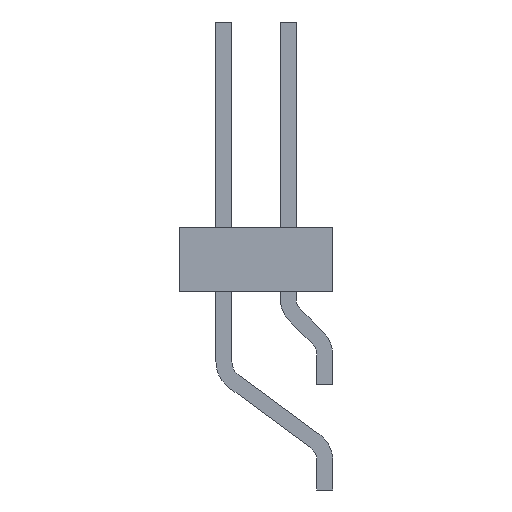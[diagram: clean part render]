
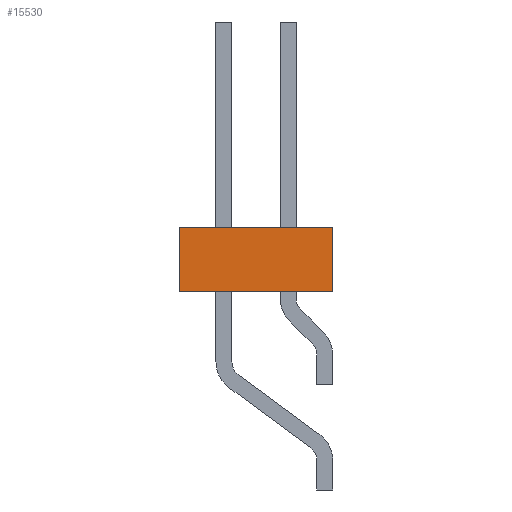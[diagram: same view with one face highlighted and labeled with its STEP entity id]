
A CAD part, left-side view. The second image highlights one B-rep face of the part: STEP entity #15530.
In plain terms, the highlighted planar face has unit normal (-1, 0, 0).
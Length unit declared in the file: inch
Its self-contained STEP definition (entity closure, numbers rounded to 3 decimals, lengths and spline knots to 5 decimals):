
#1548=ORIENTED_EDGE('',*,*,#5747,.T.);
#1549=ORIENTED_EDGE('',*,*,#5448,.F.);
#1550=ORIENTED_EDGE('',*,*,#5667,.F.);
#1551=ORIENTED_EDGE('',*,*,#5113,.T.);
#5113=EDGE_CURVE('',#7362,#7361,#8895,.T.);
#5448=EDGE_CURVE('',#7633,#7634,#9223,.T.);
#5667=EDGE_CURVE('',#7362,#7633,#9441,.T.);
#5747=EDGE_CURVE('',#7361,#7634,#9521,.T.);
#7361=VERTEX_POINT('',#21759);
#7362=VERTEX_POINT('',#21761);
#7633=VERTEX_POINT('',#22423);
#7634=VERTEX_POINT('',#22425);
#8895=LINE('',#21760,#10995);
#9223=LINE('',#22424,#11323);
#9441=LINE('',#22825,#11541);
#9521=LINE('',#22977,#11621);
#10995=VECTOR('',#17523,39.37008);
#11323=VECTOR('',#17979,39.37008);
#11541=VECTOR('',#18295,39.37008);
#11621=VECTOR('',#18391,39.37008);
#13058=EDGE_LOOP('',(#1548,#1549,#1550,#1551));
#13954=FACE_BOUND('',#13058,.T.);
#14818=PLANE('',#16387);
#15530=ADVANCED_FACE('',(#13954),#14818,.F.);
#16387=AXIS2_PLACEMENT_3D('',#23111,#18476,#18477);
#17523=DIRECTION('',(0.,0.,-1.));
#17979=DIRECTION('',(0.,0.,-1.));
#18295=DIRECTION('',(0.,-1.,0.));
#18391=DIRECTION('',(0.,-1.,0.));
#18476=DIRECTION('',(1.,0.,0.));
#18477=DIRECTION('',(0.,0.,-1.));
#21759=CARTESIAN_POINT('',(-0.4,0.12,-0.05));
#21760=CARTESIAN_POINT('',(-0.4,0.12,0.05));
#21761=CARTESIAN_POINT('',(-0.4,0.12,0.05));
#22423=CARTESIAN_POINT('',(-0.4,-0.12,0.05));
#22424=CARTESIAN_POINT('',(-0.4,-0.12,0.05));
#22425=CARTESIAN_POINT('',(-0.4,-0.12,-0.05));
#22825=CARTESIAN_POINT('',(-0.4,0.12,0.05));
#22977=CARTESIAN_POINT('',(-0.4,0.12,-0.05));
#23111=CARTESIAN_POINT('',(-0.4,0.12,0.05));
